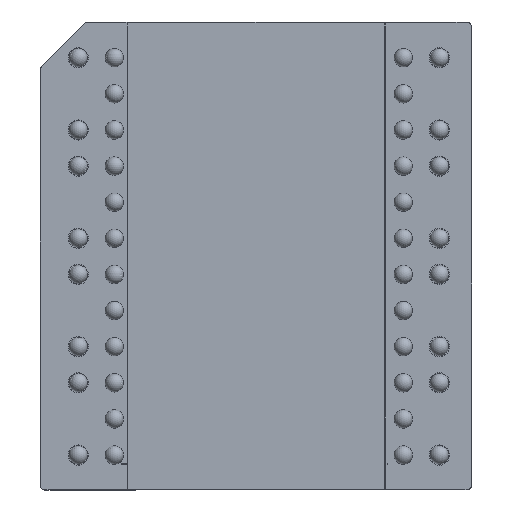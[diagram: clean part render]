
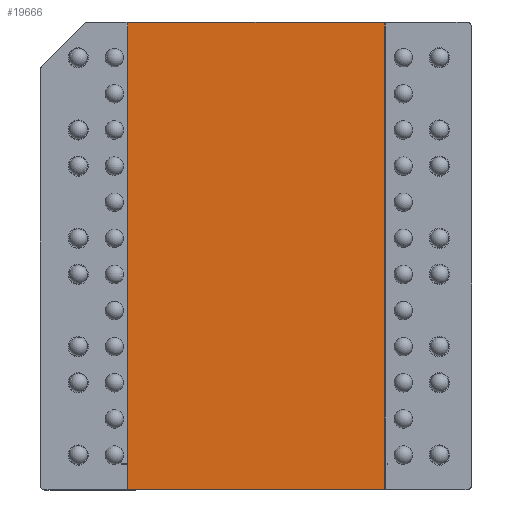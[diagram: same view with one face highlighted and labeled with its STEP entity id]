
A CAD part, top view. The second image highlights one B-rep face of the part: STEP entity #19666.
In plain terms, the highlighted planar face has unit normal (0, 0, 1).
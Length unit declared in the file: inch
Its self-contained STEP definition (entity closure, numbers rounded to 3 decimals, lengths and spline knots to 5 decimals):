
#18752=CARTESIAN_POINT('',(-0.57151,0.90454,0.06));
#18753=VERTEX_POINT('',#18752);
#18768=CARTESIAN_POINT('',(-0.85149,0.90454,0.06));
#18769=VERTEX_POINT('',#18768);
#18776=CARTESIAN_POINT('',(-0.57151,0.90454,0.06));
#18777=DIRECTION('',(-1.0,0.0,0.0));
#18778=VECTOR('',#18777,0.27997);
#18779=LINE('',#18776,#18778);
#18780=EDGE_CURVE('',#18753,#18769,#18779,.T.);
#18818=CARTESIAN_POINT('',(-0.85169,0.39454,0.06));
#18819=VERTEX_POINT('',#18818);
#18834=CARTESIAN_POINT('',(-0.57131,0.39454,0.06));
#18835=VERTEX_POINT('',#18834);
#18842=CARTESIAN_POINT('',(-0.85169,0.39454,0.06));
#18843=DIRECTION('',(1.0,0.0,0.0));
#18844=VECTOR('',#18843,0.28038);
#18845=LINE('',#18842,#18844);
#18846=EDGE_CURVE('',#18819,#18835,#18845,.T.);
#18866=CARTESIAN_POINT('',(-0.852,0.90004,0.06));
#18867=VERTEX_POINT('',#18866);
#18874=CARTESIAN_POINT('',(-0.832,0.90004,0.06));
#18875=DIRECTION('',(0.,0.,-1.));
#18876=DIRECTION('',(-0.707,0.707,0.));
#18877=AXIS2_PLACEMENT_3D('',#18874,#18875,#18876);
#18878=CIRCLE('',#18877,0.02);
#18879=EDGE_CURVE('',#18867,#18769,#18878,.T.);
#19012=CARTESIAN_POINT('',(-0.571,0.39804,0.06));
#19013=VERTEX_POINT('',#19012);
#19020=CARTESIAN_POINT('',(-0.591,0.39804,0.06));
#19021=DIRECTION('',(0.,0.,-1.));
#19022=DIRECTION('',(0.707,-0.707,0.));
#19023=AXIS2_PLACEMENT_3D('',#19020,#19021,#19022);
#19024=CIRCLE('',#19023,0.02);
#19025=EDGE_CURVE('',#19013,#18835,#19024,.T.);
#19602=CARTESIAN_POINT('',(-0.852,0.39804,0.06));
#19603=VERTEX_POINT('',#19602);
#19604=CARTESIAN_POINT('',(-0.832,0.39804,0.06));
#19605=DIRECTION('',(0.,0.,-1.));
#19606=DIRECTION('',(-0.707,-0.707,0.));
#19607=AXIS2_PLACEMENT_3D('',#19604,#19605,#19606);
#19608=CIRCLE('',#19607,0.02);
#19609=EDGE_CURVE('',#18819,#19603,#19608,.T.);
#19627=CARTESIAN_POINT('',(-0.852,0.39804,0.06));
#19628=DIRECTION('',(0.0,1.0,0.0));
#19629=VECTOR('',#19628,0.502);
#19630=LINE('',#19627,#19629);
#19631=EDGE_CURVE('',#19603,#18867,#19630,.T.);
#19638=CARTESIAN_POINT('',(-0.7115,0.64904,0.06));
#19639=DIRECTION('',(0.0,0.0,-1.0));
#19640=DIRECTION('',(-1.0,0.0,0.0));
#19641=AXIS2_PLACEMENT_3D('',#19638,#19639,#19640);
#19642=PLANE('',#19641);
#19643=ORIENTED_EDGE('',*,*,#18780,.T.);
#19644=ORIENTED_EDGE('',*,*,#18879,.F.);
#19645=ORIENTED_EDGE('',*,*,#19631,.F.);
#19646=ORIENTED_EDGE('',*,*,#19609,.F.);
#19647=ORIENTED_EDGE('',*,*,#18846,.T.);
#19648=ORIENTED_EDGE('',*,*,#19025,.F.);
#19649=CARTESIAN_POINT('',(-0.571,0.90004,0.06));
#19650=VERTEX_POINT('',#19649);
#19651=CARTESIAN_POINT('',(-0.571,0.90004,0.06));
#19652=DIRECTION('',(0.0,-1.0,0.0));
#19653=VECTOR('',#19652,0.502);
#19654=LINE('',#19651,#19653);
#19655=EDGE_CURVE('',#19650,#19013,#19654,.T.);
#19656=ORIENTED_EDGE('',*,*,#19655,.F.);
#19657=CARTESIAN_POINT('',(-0.591,0.90004,0.06));
#19658=DIRECTION('',(0.,0.,-1.0));
#19659=DIRECTION('',(0.707,0.707,0.));
#19660=AXIS2_PLACEMENT_3D('',#19657,#19658,#19659);
#19661=CIRCLE('',#19660,0.02);
#19662=EDGE_CURVE('',#18753,#19650,#19661,.T.);
#19663=ORIENTED_EDGE('',*,*,#19662,.F.);
#19664=EDGE_LOOP('',(#19643,#19644,#19645,#19646,#19647,#19648,#19656,#19663));
#19665=FACE_OUTER_BOUND('',#19664,.T.);
#19666=ADVANCED_FACE('',(#19665),#19642,.F.);
